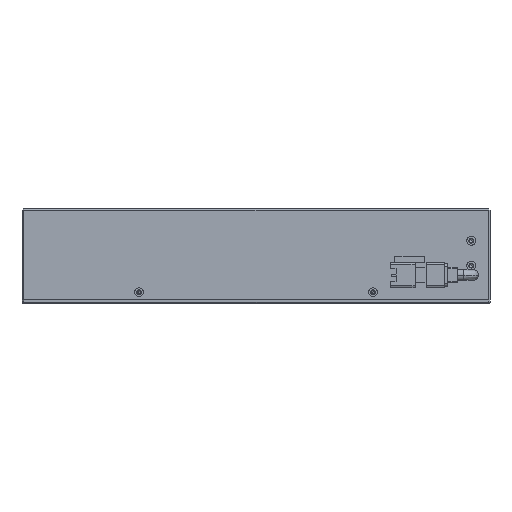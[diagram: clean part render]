
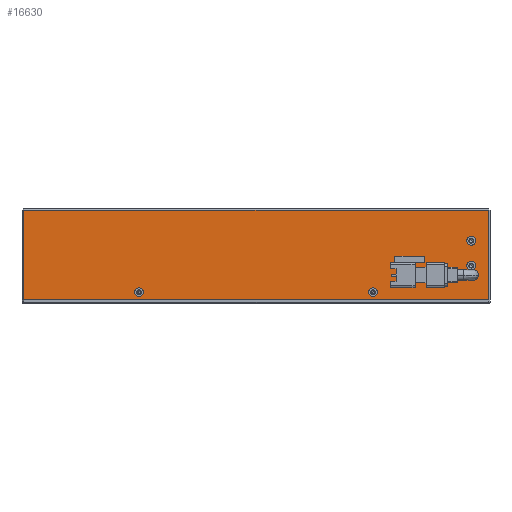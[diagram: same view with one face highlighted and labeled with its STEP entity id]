
A CAD part, left-side view. The second image highlights one B-rep face of the part: STEP entity #16630.
In plain terms, the highlighted planar face has unit normal (-1, 0, 0).
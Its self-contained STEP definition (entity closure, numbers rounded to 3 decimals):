
#2 = CARTESIAN_POINT ( 'NONE',  ( -84.832, -58.251, 7. ) ) ;
#105 = EDGE_LOOP ( 'NONE', ( #11571, #1759 ) ) ;
#277 = ORIENTED_EDGE ( 'NONE', *, *, #9593, .F. ) ;
#690 = LINE ( 'NONE', #14534, #13160 ) ;
#994 = DIRECTION ( 'NONE',  ( -1., 0., 0. ) ) ;
#1473 = EDGE_CURVE ( 'NONE', #10568, #5118, #7964, .T. ) ;
#1525 = CARTESIAN_POINT ( 'NONE',  ( -84.832, -58.251, 15. ) ) ;
#1547 = DIRECTION ( 'NONE',  ( -1., 0., 0. ) ) ;
#1598 = DIRECTION ( 'NONE',  ( 0., 0., 1. ) ) ;
#1603 = EDGE_CURVE ( 'NONE', #14106, #17419, #4475, .T. ) ;
#1659 = DIRECTION ( 'NONE',  ( 0., 0., 1. ) ) ;
#1759 = ORIENTED_EDGE ( 'NONE', *, *, #5775, .F. ) ;
#1789 = AXIS2_PLACEMENT_3D ( 'NONE', #5926, #17669, #7661 ) ;
#1825 = VERTEX_POINT ( 'NONE', #17521 ) ;
#1916 = CARTESIAN_POINT ( 'NONE',  ( -84.832, 48.249, -1.5 ) ) ;
#1930 = CARTESIAN_POINT ( 'NONE',  ( -84.832, 48.249, -0.1 ) ) ;
#2171 = ORIENTED_EDGE ( 'NONE', *, *, #18883, .F. ) ;
#2762 = VERTEX_POINT ( 'NONE', #18793 ) ;
#3392 = EDGE_CURVE ( 'NONE', #9492, #19319, #4148, .T. ) ;
#3419 = VECTOR ( 'NONE', #11811, 1000. ) ;
#3768 = ORIENTED_EDGE ( 'NONE', *, *, #11559, .T. ) ;
#3873 = DIRECTION ( 'NONE',  ( 1., 0., 0. ) ) ;
#4000 = AXIS2_PLACEMENT_3D ( 'NONE', #8131, #7978, #7148 ) ;
#4132 = VERTEX_POINT ( 'NONE', #18861 ) ;
#4148 = CIRCLE ( 'NONE', #16607, 1.4 ) ;
#4227 = FACE_BOUND ( 'NONE', #13059, .T. ) ;
#4291 = LINE ( 'NONE', #21364, #21577 ) ;
#4444 = CARTESIAN_POINT ( 'NONE',  ( -84.832, -26.751, -2.9 ) ) ;
#4475 = CIRCLE ( 'NONE', #19464, 1.4 ) ;
#5118 = VERTEX_POINT ( 'NONE', #12882 ) ;
#5520 = PLANE ( 'NONE',  #19925 ) ;
#5641 = EDGE_CURVE ( 'NONE', #19319, #9492, #10309, .T. ) ;
#5775 = EDGE_CURVE ( 'NONE', #4132, #1825, #16634, .T. ) ;
#5926 = CARTESIAN_POINT ( 'NONE',  ( -84.832, -58.251, 15. ) ) ;
#5962 = CARTESIAN_POINT ( 'NONE',  ( -84.832, -63.751, 24.7 ) ) ;
#6245 = CARTESIAN_POINT ( 'NONE',  ( -84.832, -63.751, -4. ) ) ;
#6305 = ORIENTED_EDGE ( 'NONE', *, *, #1603, .F. ) ;
#6378 = AXIS2_PLACEMENT_3D ( 'NONE', #2, #11842, #1659 ) ;
#6565 = CARTESIAN_POINT ( 'NONE',  ( -84.832, -26.751, -1.5 ) ) ;
#6570 = CARTESIAN_POINT ( 'NONE',  ( -84.832, 85.749, -4. ) ) ;
#6834 = EDGE_CURVE ( 'NONE', #5118, #10568, #11572, .T. ) ;
#6848 = DIRECTION ( 'NONE',  ( 0., 0., 1. ) ) ;
#6995 = DIRECTION ( 'NONE',  ( -1., 0., 0. ) ) ;
#7148 = DIRECTION ( 'NONE',  ( 0., 0., 1. ) ) ;
#7205 = CARTESIAN_POINT ( 'NONE',  ( -84.832, -58.251, 7. ) ) ;
#7602 = CARTESIAN_POINT ( 'NONE',  ( -84.832, -58.251, 5.6 ) ) ;
#7661 = DIRECTION ( 'NONE',  ( 0., 0., 1. ) ) ;
#7708 = AXIS2_PLACEMENT_3D ( 'NONE', #1525, #1547, #1598 ) ;
#7892 = ORIENTED_EDGE ( 'NONE', *, *, #3392, .F. ) ;
#7964 = CIRCLE ( 'NONE', #15458, 1.4 ) ;
#7978 = DIRECTION ( 'NONE',  ( -1., 0., 0. ) ) ;
#8131 = CARTESIAN_POINT ( 'NONE',  ( -84.832, -26.751, -1.5 ) ) ;
#8291 = DIRECTION ( 'NONE',  ( 0., -1., 0. ) ) ;
#8772 = FACE_BOUND ( 'NONE', #105, .T. ) ;
#9274 = FACE_OUTER_BOUND ( 'NONE', #21109, .T. ) ;
#9345 = DIRECTION ( 'NONE',  ( 0., 0., 1. ) ) ;
#9492 = VERTEX_POINT ( 'NONE', #1930 ) ;
#9520 = DIRECTION ( 'NONE',  ( 0., 0., -1. ) ) ;
#9593 = EDGE_CURVE ( 'NONE', #2762, #20147, #4291, .T. ) ;
#10178 = EDGE_CURVE ( 'NONE', #16475, #2762, #12410, .T. ) ;
#10309 = CIRCLE ( 'NONE', #14826, 1.4 ) ;
#10568 = VERTEX_POINT ( 'NONE', #4444 ) ;
#10662 = ORIENTED_EDGE ( 'NONE', *, *, #6834, .F. ) ;
#10995 = DIRECTION ( 'NONE',  ( 0., 0., 1. ) ) ;
#11067 = DIRECTION ( 'NONE',  ( -1., 0., 0. ) ) ;
#11139 = CARTESIAN_POINT ( 'NONE',  ( -84.832, 48.249, -1.5 ) ) ;
#11450 = ORIENTED_EDGE ( 'NONE', *, *, #18039, .F. ) ;
#11559 = EDGE_CURVE ( 'NONE', #16475, #11920, #17767, .T. ) ;
#11571 = ORIENTED_EDGE ( 'NONE', *, *, #13600, .F. ) ;
#11572 = CIRCLE ( 'NONE', #4000, 1.4 ) ;
#11811 = DIRECTION ( 'NONE',  ( 0., 0., 1. ) ) ;
#11842 = DIRECTION ( 'NONE',  ( -1., 0., 0. ) ) ;
#11853 = CARTESIAN_POINT ( 'NONE',  ( -84.832, 85.249, -4. ) ) ;
#11920 = VERTEX_POINT ( 'NONE', #6245 ) ;
#12410 = LINE ( 'NONE', #11853, #3419 ) ;
#12882 = CARTESIAN_POINT ( 'NONE',  ( -84.832, -26.751, -0.1 ) ) ;
#13059 = EDGE_LOOP ( 'NONE', ( #11450, #6305 ) ) ;
#13160 = VECTOR ( 'NONE', #9520, 1000. ) ;
#13208 = FACE_BOUND ( 'NONE', #21456, .T. ) ;
#13243 = CIRCLE ( 'NONE', #6378, 1.4 ) ;
#13338 = VECTOR ( 'NONE', #8291, 1000. ) ;
#13583 = EDGE_LOOP ( 'NONE', ( #7892, #15178 ) ) ;
#13600 = EDGE_CURVE ( 'NONE', #1825, #4132, #15608, .T. ) ;
#13760 = FACE_BOUND ( 'NONE', #13583, .T. ) ;
#13944 = DIRECTION ( 'NONE',  ( -1., 0., 0. ) ) ;
#13986 = CARTESIAN_POINT ( 'NONE',  ( -84.832, -64.251, -4. ) ) ;
#14106 = VERTEX_POINT ( 'NONE', #7602 ) ;
#14534 = CARTESIAN_POINT ( 'NONE',  ( -84.832, -63.751, -4. ) ) ;
#14826 = AXIS2_PLACEMENT_3D ( 'NONE', #1916, #13944, #21454 ) ;
#14991 = ORIENTED_EDGE ( 'NONE', *, *, #1473, .F. ) ;
#15178 = ORIENTED_EDGE ( 'NONE', *, *, #5641, .F. ) ;
#15458 = AXIS2_PLACEMENT_3D ( 'NONE', #6565, #994, #9345 ) ;
#15608 = CIRCLE ( 'NONE', #1789, 1.4 ) ;
#15657 = DIRECTION ( 'NONE',  ( 0., -1., 0. ) ) ;
#16074 = CARTESIAN_POINT ( 'NONE',  ( -84.832, 48.249, -2.9 ) ) ;
#16473 = CARTESIAN_POINT ( 'NONE',  ( -84.832, -58.251, 8.4 ) ) ;
#16475 = VERTEX_POINT ( 'NONE', #20074 ) ;
#16607 = AXIS2_PLACEMENT_3D ( 'NONE', #11139, #11067, #10995 ) ;
#16630 = ADVANCED_FACE ( 'NONE', ( #9274, #13760, #13208, #8772, #4227 ), #5520, .F. ) ;
#16634 = CIRCLE ( 'NONE', #7708, 1.4 ) ;
#17419 = VERTEX_POINT ( 'NONE', #16473 ) ;
#17521 = CARTESIAN_POINT ( 'NONE',  ( -84.832, -58.251, 16.4 ) ) ;
#17669 = DIRECTION ( 'NONE',  ( -1., 0., 0. ) ) ;
#17767 = LINE ( 'NONE', #6570, #13338 ) ;
#18039 = EDGE_CURVE ( 'NONE', #17419, #14106, #13243, .T. ) ;
#18793 = CARTESIAN_POINT ( 'NONE',  ( -84.832, 85.249, 24.7 ) ) ;
#18861 = CARTESIAN_POINT ( 'NONE',  ( -84.832, -58.251, 13.6 ) ) ;
#18883 = EDGE_CURVE ( 'NONE', #20147, #11920, #690, .T. ) ;
#19319 = VERTEX_POINT ( 'NONE', #16074 ) ;
#19464 = AXIS2_PLACEMENT_3D ( 'NONE', #7205, #6995, #6848 ) ;
#19516 = DIRECTION ( 'NONE',  ( 0., -1., 0. ) ) ;
#19925 = AXIS2_PLACEMENT_3D ( 'NONE', #13986, #3873, #15657 ) ;
#20074 = CARTESIAN_POINT ( 'NONE',  ( -84.832, 85.249, -4. ) ) ;
#20147 = VERTEX_POINT ( 'NONE', #5962 ) ;
#20903 = ORIENTED_EDGE ( 'NONE', *, *, #10178, .F. ) ;
#21109 = EDGE_LOOP ( 'NONE', ( #277, #20903, #3768, #2171 ) ) ;
#21364 = CARTESIAN_POINT ( 'NONE',  ( -84.832, -64.251, 24.7 ) ) ;
#21454 = DIRECTION ( 'NONE',  ( 0., 0., 1. ) ) ;
#21456 = EDGE_LOOP ( 'NONE', ( #10662, #14991 ) ) ;
#21577 = VECTOR ( 'NONE', #19516, 1000. ) ;
